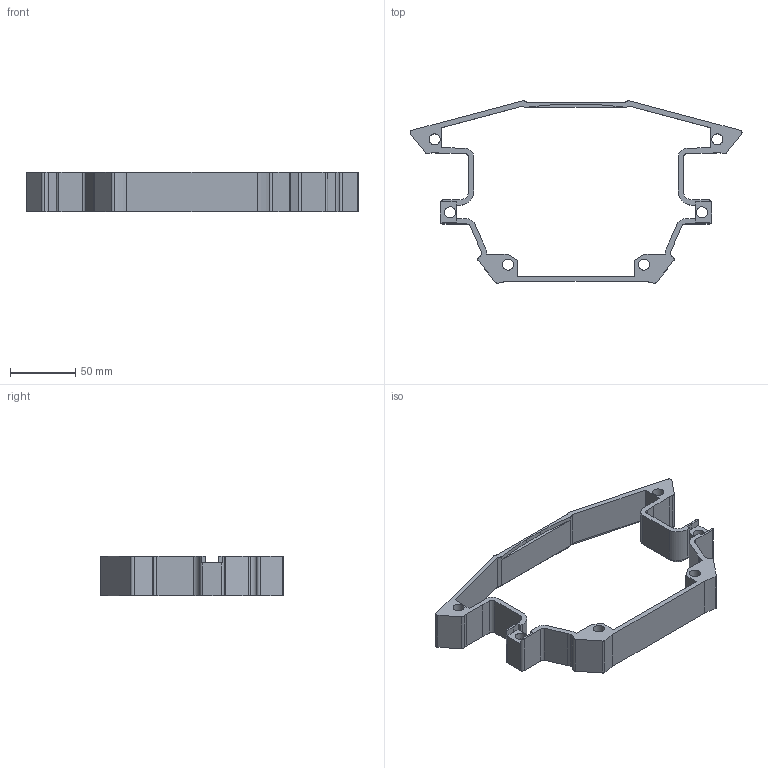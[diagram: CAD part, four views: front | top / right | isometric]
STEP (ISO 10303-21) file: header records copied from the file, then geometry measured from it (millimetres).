
FILE_DESCRIPTION(/* description */ (''),/* implementation_level */ '2;1');
FILE_NAME(/* name */ 'Spacer V2 v4.step',/* time_stamp */ '2022-06-27T09:57:27+02:00',/* author */ (''),/* organization */ (''),/* preprocessor_version */ 'ST-DEVELOPER v19',/* originating_system */ 'Autodesk Translation Framework v11.7.0.108',/* authorisation */ '');
FILE_SCHEMA (('AUTOMOTIVE_DESIGN { 1 0 10303 214 3 1 1 }'));
Length unit declared in the file: millimetre
Products named in the file (1): Spacer V2
Bounding box: 254.19 x 139.6 x 30 mm (x, y, z)
Volume: 108643.8 mm3; surface area: 55445.1 mm2
Topology: 1 solids, 1 shells, 164 faces, 480 edges, 318 vertices
Faces by surface type: plane 104, cylinder 52, bspline 8
Full cylindrical faces by diameter (mm): 8.5 x6
Entity records: 5822 total; most frequent: CARTESIAN_POINT 1355, ORIENTED_EDGE 960, DIRECTION 886, EDGE_CURVE 480, LINE 356, VECTOR 356, VERTEX_POINT 318, AXIS2_PLACEMENT_3D 265
